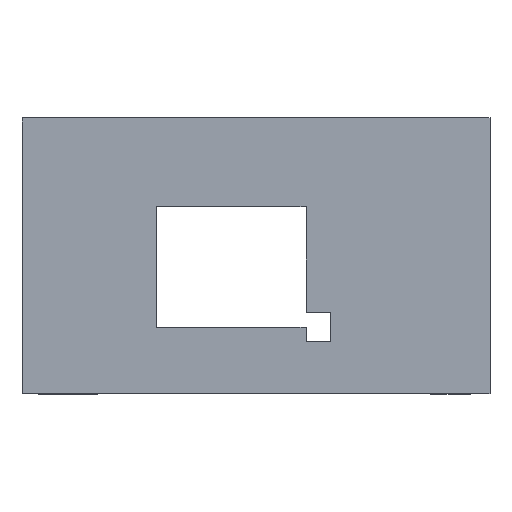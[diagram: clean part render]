
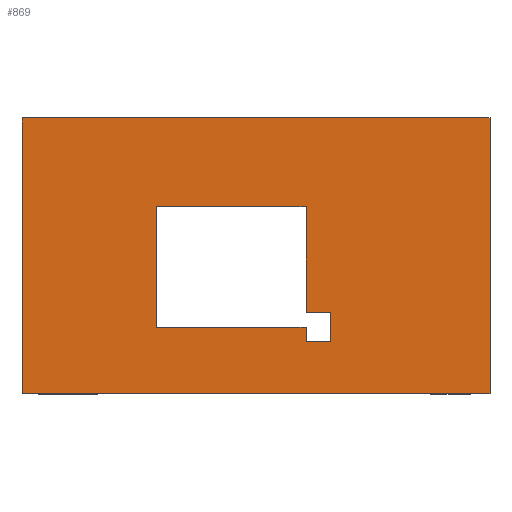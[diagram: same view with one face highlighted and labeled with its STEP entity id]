
A CAD part, top view. The second image highlights one B-rep face of the part: STEP entity #869.
In plain terms, the highlighted planar face has unit normal (0, 0, 1).
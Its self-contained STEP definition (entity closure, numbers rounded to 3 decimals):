
#15=FACE_BOUND('',#64,.T.);
#17=FACE_OUTER_BOUND('',#63,.T.);
#63=EDGE_LOOP('',(#571,#572,#573,#574));
#64=EDGE_LOOP('',(#575,#576,#577,#578,#579,#580,#581,#582));
#111=LINE('',#1199,#237);
#112=LINE('',#1201,#238);
#113=LINE('',#1203,#239);
#114=LINE('',#1204,#240);
#115=LINE('',#1207,#241);
#116=LINE('',#1209,#242);
#117=LINE('',#1211,#243);
#118=LINE('',#1213,#244);
#119=LINE('',#1215,#245);
#120=LINE('',#1217,#246);
#121=LINE('',#1219,#247);
#122=LINE('',#1220,#248);
#237=VECTOR('',#979,10.);
#238=VECTOR('',#980,10.);
#239=VECTOR('',#981,10.);
#240=VECTOR('',#982,10.);
#241=VECTOR('',#983,10.);
#242=VECTOR('',#984,10.);
#243=VECTOR('',#985,10.);
#244=VECTOR('',#986,10.);
#245=VECTOR('',#987,10.);
#246=VECTOR('',#988,10.);
#247=VECTOR('',#989,10.);
#248=VECTOR('',#990,10.);
#363=VERTEX_POINT('',#1197);
#364=VERTEX_POINT('',#1198);
#365=VERTEX_POINT('',#1200);
#366=VERTEX_POINT('',#1202);
#367=VERTEX_POINT('',#1205);
#368=VERTEX_POINT('',#1206);
#369=VERTEX_POINT('',#1208);
#370=VERTEX_POINT('',#1210);
#371=VERTEX_POINT('',#1212);
#372=VERTEX_POINT('',#1214);
#373=VERTEX_POINT('',#1216);
#374=VERTEX_POINT('',#1218);
#445=EDGE_CURVE('',#363,#364,#111,.T.);
#446=EDGE_CURVE('',#363,#365,#112,.T.);
#447=EDGE_CURVE('',#365,#366,#113,.T.);
#448=EDGE_CURVE('',#366,#364,#114,.T.);
#449=EDGE_CURVE('',#367,#368,#115,.T.);
#450=EDGE_CURVE('',#368,#369,#116,.T.);
#451=EDGE_CURVE('',#369,#370,#117,.T.);
#452=EDGE_CURVE('',#370,#371,#118,.T.);
#453=EDGE_CURVE('',#371,#372,#119,.F.);
#454=EDGE_CURVE('',#372,#373,#120,.F.);
#455=EDGE_CURVE('',#373,#374,#121,.F.);
#456=EDGE_CURVE('',#367,#374,#122,.T.);
#571=ORIENTED_EDGE('',*,*,#445,.F.);
#572=ORIENTED_EDGE('',*,*,#446,.T.);
#573=ORIENTED_EDGE('',*,*,#447,.T.);
#574=ORIENTED_EDGE('',*,*,#448,.T.);
#575=ORIENTED_EDGE('',*,*,#449,.T.);
#576=ORIENTED_EDGE('',*,*,#450,.T.);
#577=ORIENTED_EDGE('',*,*,#451,.T.);
#578=ORIENTED_EDGE('',*,*,#452,.T.);
#579=ORIENTED_EDGE('',*,*,#453,.T.);
#580=ORIENTED_EDGE('',*,*,#454,.T.);
#581=ORIENTED_EDGE('',*,*,#455,.T.);
#582=ORIENTED_EDGE('',*,*,#456,.F.);
#823=PLANE('',#929);
#869=ADVANCED_FACE('',(#17,#15),#823,.T.);
#929=AXIS2_PLACEMENT_3D('',#1196,#977,#978);
#977=DIRECTION('center_axis',(0.,0.,1.));
#978=DIRECTION('ref_axis',(1.,0.,0.));
#979=DIRECTION('',(0.,-1.,0.));
#980=DIRECTION('',(-1.,0.,0.));
#981=DIRECTION('',(0.,-1.,0.));
#982=DIRECTION('',(1.,0.,0.));
#983=DIRECTION('',(0.,-1.,0.));
#984=DIRECTION('',(-1.,0.,0.));
#985=DIRECTION('',(0.,1.,0.));
#986=DIRECTION('',(-1.,0.,0.));
#987=DIRECTION('',(0.,-1.,0.));
#988=DIRECTION('',(-1.,0.,0.));
#989=DIRECTION('',(0.,1.,0.));
#990=DIRECTION('',(-1.,0.,0.));
#1196=CARTESIAN_POINT('Origin',(21.138,35.569,18.1));
#1197=CARTESIAN_POINT('',(46.149,49.555,18.1));
#1198=CARTESIAN_POINT('',(46.149,21.582,18.1));
#1199=CARTESIAN_POINT('',(46.149,28.575,18.1));
#1200=CARTESIAN_POINT('',(-1.293,49.555,18.1));
#1201=CARTESIAN_POINT('',(32.993,49.555,18.1));
#1202=CARTESIAN_POINT('',(-1.293,21.582,18.1));
#1203=CARTESIAN_POINT('',(-1.293,42.562,18.1));
#1204=CARTESIAN_POINT('',(41.869,21.582,18.1));
#1205=CARTESIAN_POINT('',(30.,29.86,18.1));
#1206=CARTESIAN_POINT('',(30.,26.86,18.1));
#1207=CARTESIAN_POINT('',(30.,33.464,18.1));
#1208=CARTESIAN_POINT('',(27.5,26.86,18.1));
#1209=CARTESIAN_POINT('',(24.319,26.86,18.1));
#1210=CARTESIAN_POINT('',(27.5,28.36,18.1));
#1211=CARTESIAN_POINT('',(27.5,33.464,18.1));
#1212=CARTESIAN_POINT('',(12.3,28.36,18.1));
#1213=CARTESIAN_POINT('',(24.319,28.36,18.1));
#1214=CARTESIAN_POINT('',(12.3,40.56,18.1));
#1215=CARTESIAN_POINT('',(12.3,38.014,18.1));
#1216=CARTESIAN_POINT('',(27.5,40.56,18.1));
#1217=CARTESIAN_POINT('',(16.769,40.56,18.1));
#1218=CARTESIAN_POINT('',(27.5,29.86,18.1));
#1219=CARTESIAN_POINT('',(27.5,38.014,18.1));
#1220=CARTESIAN_POINT('',(24.319,29.86,18.1));
